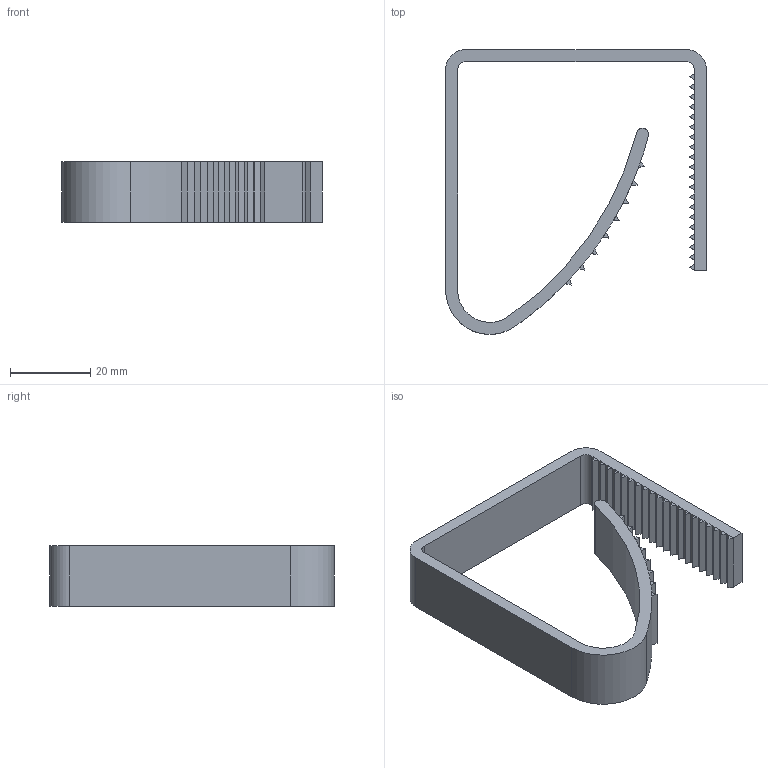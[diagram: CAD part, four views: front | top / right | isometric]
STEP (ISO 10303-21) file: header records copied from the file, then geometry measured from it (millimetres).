
FILE_DESCRIPTION(('FreeCAD Model'),'2;1');
FILE_NAME('Open CASCADE Shape Model','2024-05-02T17:06:48',(''),(''), 'Open CASCADE STEP processor 7.7','FreeCAD','Unknown');
FILE_SCHEMA(('AUTOMOTIVE_DESIGN { 1 0 10303 214 1 1 1 1 }'));
Length unit declared in the file: millimetre
Products named in the file (1): Body001
Bounding box: 65 x 70.98 x 15 mm (x, y, z)
Volume: 11709.9 mm3; surface area: 9805.8 mm2
Topology: 1 solids, 1 shells, 173 faces, 369 edges, 198 vertices
Faces by surface type: plane 156, cylinder 17
Entity records: 4443 total; most frequent: DIRECTION 767, CARTESIAN_POINT 741, ORIENTED_EDGE 738, EDGE_CURVE 369, LINE 319, VECTOR 319, AXIS2_PLACEMENT_3D 224, VERTEX_POINT 198
